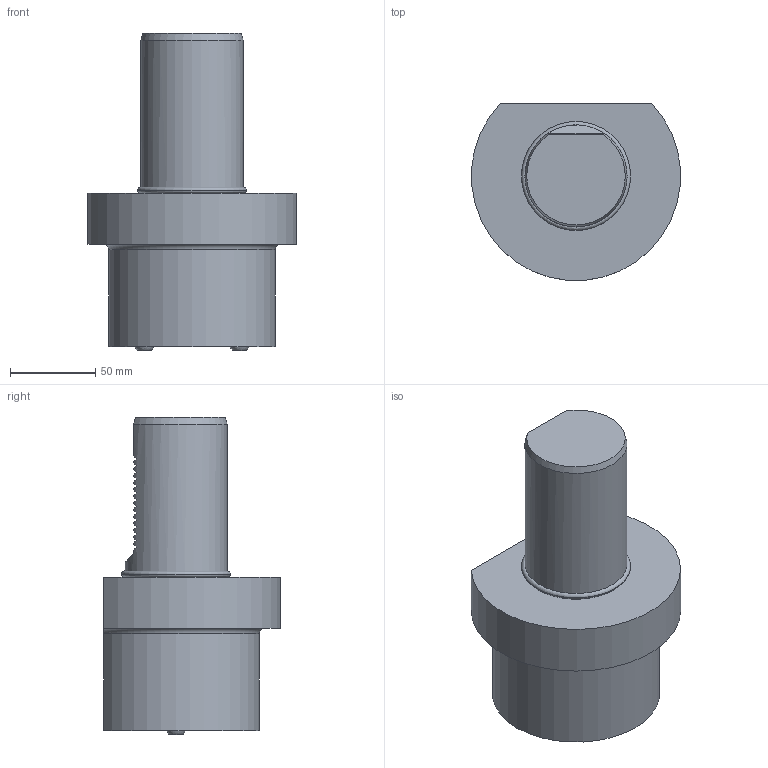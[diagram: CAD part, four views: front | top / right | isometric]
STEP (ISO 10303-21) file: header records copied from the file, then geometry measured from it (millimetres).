
FILE_DESCRIPTION (( 'STEP AP214' ), '1' );
FILE_NAME ('E260X40.STEP', '2025-07-22T09:46:07', ( '' ), ( '' ), 'SwSTEP 2.0', 'SolidWorks 2023', '' );
FILE_SCHEMA (( 'AUTOMOTIVE_DESIGN' ));
Length unit declared in the file: millimetre
Products named in the file (1): E260X40
Bounding box: 122.69 x 103.77 x 186.37 mm (x, y, z)
Volume: 1011626.4 mm3; surface area: 70077.7 mm2
Topology: 1 solids, 1 shells, 275 faces, 719 edges, 480 vertices
Faces by surface type: plane 199, bspline 38, cylinder 32, torus 3, sphere 2, cone 1
Full cylindrical faces by diameter (mm): 1.7 x1, 2.1 x1, 6.366 x1, 40 x1, 60 x2, 64.194 x1
Entity records: 13032 total; most frequent: CARTESIAN_POINT 4467, ORIENTED_EDGE 1414, DIRECTION 1118, EDGE_CURVE 707, VECTOR 498, LINE 498, VERTEX_POINT 477, EDGE_LOOP 318
